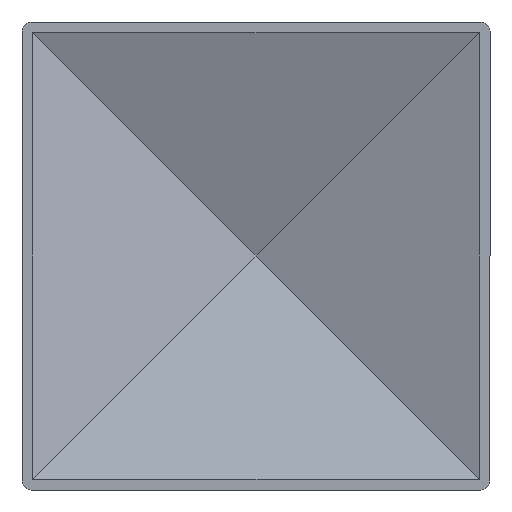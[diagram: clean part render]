
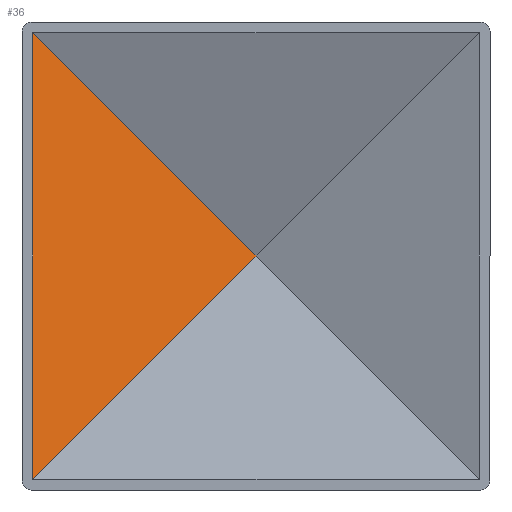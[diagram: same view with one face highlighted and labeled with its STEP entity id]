
A CAD part, front view. The second image highlights one B-rep face of the part: STEP entity #36.
In plain terms, the highlighted planar face has unit normal (0.364, -0.931, 0).
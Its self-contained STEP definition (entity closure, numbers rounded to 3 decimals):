
#7 = CARTESIAN_POINT ( 'NONE',  ( -11.659, 14.157, -11.659 ) ) ;
#16 = EDGE_LOOP ( 'NONE', ( #356, #874, #54 ) ) ;
#21 = CARTESIAN_POINT ( 'NONE',  ( -24.4, 9.18, 24.4 ) ) ;
#36 = ADVANCED_FACE ( 'NONE', ( #187 ), #105, .T. ) ;
#44 = CARTESIAN_POINT ( 'NONE',  ( -24.4, 9.18, -25.6 ) ) ;
#54 = ORIENTED_EDGE ( 'NONE', *, *, #729, .T. ) ;
#105 = PLANE ( 'NONE',  #231 ) ;
#108 = DIRECTION ( 'NONE',  ( 0., 0., 1. ) ) ;
#163 = DIRECTION ( 'NONE',  ( -0.682, -0.266, 0.682 ) ) ;
#187 = FACE_OUTER_BOUND ( 'NONE', #16, .T. ) ;
#204 = DIRECTION ( 'NONE',  ( 0.682, 0.266, 0.682 ) ) ;
#231 = AXIS2_PLACEMENT_3D ( 'NONE', #467, #603, #692 ) ;
#271 = VECTOR ( 'NONE', #108, 1000. ) ;
#320 = CARTESIAN_POINT ( 'NONE',  ( -25.366, 8.803, 25.366 ) ) ;
#356 = ORIENTED_EDGE ( 'NONE', *, *, #448, .T. ) ;
#379 = VERTEX_POINT ( 'NONE', #672 ) ;
#385 = VERTEX_POINT ( 'NONE', #21 ) ;
#397 = LINE ( 'NONE', #44, #271 ) ;
#427 = LINE ( 'NONE', #7, #747 ) ;
#448 = EDGE_CURVE ( 'NONE', #875, #385, #819, .T. ) ;
#467 = CARTESIAN_POINT ( 'NONE',  ( 0.437, 18.882, -25.6 ) ) ;
#509 = EDGE_CURVE ( 'NONE', #379, #385, #397, .T. ) ;
#603 = DIRECTION ( 'NONE',  ( 0.364, -0.931, 0. ) ) ;
#672 = CARTESIAN_POINT ( 'NONE',  ( -24.4, 9.18, -24.4 ) ) ;
#692 = DIRECTION ( 'NONE',  ( 0.931, 0.364, 0. ) ) ;
#729 = EDGE_CURVE ( 'NONE', #379, #875, #427, .T. ) ;
#747 = VECTOR ( 'NONE', #204, 1000. ) ;
#796 = CARTESIAN_POINT ( 'NONE',  ( 0., 18.712, 0. ) ) ;
#806 = VECTOR ( 'NONE', #163, 1000. ) ;
#819 = LINE ( 'NONE', #320, #806 ) ;
#874 = ORIENTED_EDGE ( 'NONE', *, *, #509, .F. ) ;
#875 = VERTEX_POINT ( 'NONE', #796 ) ;
